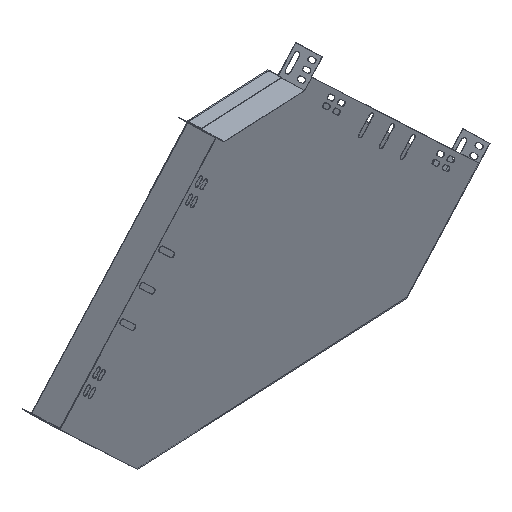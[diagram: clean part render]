
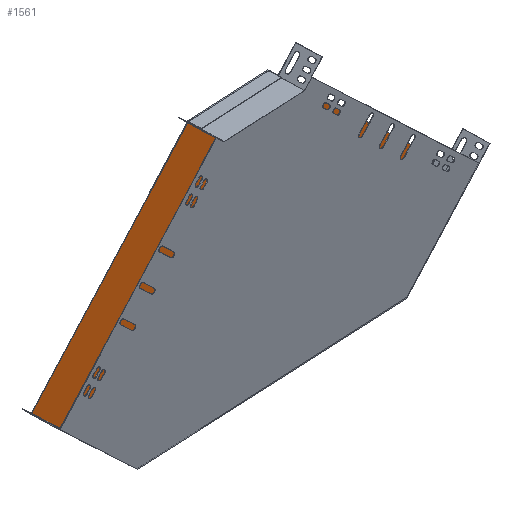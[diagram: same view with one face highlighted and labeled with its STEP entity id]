
A CAD part, isometric view. The second image highlights one B-rep face of the part: STEP entity #1561.
In plain terms, the highlighted planar face has unit normal (0.022, -1, 0.006).
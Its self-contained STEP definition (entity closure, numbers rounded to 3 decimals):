
#24 = EDGE_CURVE ( 'NONE', #4417, #1713, #4024, .T. ) ;
#95 = LINE ( 'NONE', #838, #2995 ) ;
#127 = VERTEX_POINT ( 'NONE', #3673 ) ;
#170 = CARTESIAN_POINT ( 'NONE',  ( 77.133, 100.06, -33.279 ) ) ;
#179 = VECTOR ( 'NONE', #378, 1000. ) ;
#314 = ORIENTED_EDGE ( 'NONE', *, *, #1423, .F. ) ;
#378 = DIRECTION ( 'NONE',  ( -0.687, -0.02, -0.726 ) ) ;
#437 = FACE_OUTER_BOUND ( 'NONE', #5897, .T. ) ;
#466 = ORIENTED_EDGE ( 'NONE', *, *, #3030, .T. ) ;
#515 = CARTESIAN_POINT ( 'NONE',  ( -240.836, 95.644, 360.264 ) ) ;
#520 = VECTOR ( 'NONE', #1182, 1000. ) ;
#691 = LINE ( 'NONE', #1415, #1641 ) ;
#735 = ORIENTED_EDGE ( 'NONE', *, *, #24, .F. ) ;
#838 = CARTESIAN_POINT ( 'NONE',  ( -240.836, 95.644, 360.264 ) ) ;
#840 = DIRECTION ( 'NONE',  ( -0.027, 0.006, 1. ) ) ;
#920 = ORIENTED_EDGE ( 'NONE', *, *, #6744, .T. ) ;
#1112 = DIRECTION ( 'NONE',  ( 0.027, -0.006, -1. ) ) ;
#1182 = DIRECTION ( 'NONE',  ( 0.687, 0.02, 0.726 ) ) ;
#1308 = VECTOR ( 'NONE', #4982, 1000. ) ;
#1369 = DIRECTION ( 'NONE',  ( 0.027, -0.006, -1. ) ) ;
#1383 = DIRECTION ( 'NONE',  ( -0.999, -0.022, -0.027 ) ) ;
#1384 = CARTESIAN_POINT ( 'NONE',  ( -516.487, 87.778, 68.161 ) ) ;
#1415 = CARTESIAN_POINT ( 'NONE',  ( -516.487, 87.778, 68.161 ) ) ;
#1423 = EDGE_CURVE ( 'NONE', #1776, #5159, #3252, .T. ) ;
#1436 = VECTOR ( 'NONE', #3533, 1000. ) ;
#1561 = ADVANCED_FACE ( 'NONE', ( #437 ), #3425, .T. ) ;
#1604 = LINE ( 'NONE', #5521, #1436 ) ;
#1629 = VECTOR ( 'NONE', #3346, 1000. ) ;
#1641 = VECTOR ( 'NONE', #6217, 1000. ) ;
#1713 = VERTEX_POINT ( 'NONE', #2578 ) ;
#1715 = ORIENTED_EDGE ( 'NONE', *, *, #1917, .F. ) ;
#1776 = VERTEX_POINT ( 'NONE', #3230 ) ;
#1917 = EDGE_CURVE ( 'NONE', #2410, #1776, #1604, .T. ) ;
#2051 = CARTESIAN_POINT ( 'NONE',  ( 191.309, 103.318, 87.8 ) ) ;
#2080 = LINE ( 'NONE', #3993, #520 ) ;
#2096 = VERTEX_POINT ( 'NONE', #515 ) ;
#2410 = VERTEX_POINT ( 'NONE', #2051 ) ;
#2418 = CARTESIAN_POINT ( 'NONE',  ( -99.769, 98.738, 363.578 ) ) ;
#2467 = CARTESIAN_POINT ( 'NONE',  ( -395.918, 89.675, -46.07 ) ) ;
#2497 = VECTOR ( 'NONE', #6516, 1000. ) ;
#2566 = EDGE_CURVE ( 'NONE', #4068, #6057, #3757, .T. ) ;
#2578 = CARTESIAN_POINT ( 'NONE',  ( -516.5, 87.781, 68.661 ) ) ;
#2644 = VECTOR ( 'NONE', #840, 1000. ) ;
#2722 = ORIENTED_EDGE ( 'NONE', *, *, #2986, .F. ) ;
#2969 = EDGE_CURVE ( 'NONE', #1713, #127, #2080, .T. ) ;
#2986 = EDGE_CURVE ( 'NONE', #6057, #2410, #3419, .T. ) ;
#2995 = VECTOR ( 'NONE', #1383, 1000. ) ;
#3030 = EDGE_CURVE ( 'NONE', #2096, #127, #4265, .T. ) ;
#3152 = CARTESIAN_POINT ( 'NONE',  ( -99.783, 98.741, 364.078 ) ) ;
#3181 = EDGE_CURVE ( 'NONE', #4068, #2096, #95, .T. ) ;
#3230 = CARTESIAN_POINT ( 'NONE',  ( 191.322, 103.316, 87.3 ) ) ;
#3233 = LINE ( 'NONE', #3864, #1629 ) ;
#3252 = LINE ( 'NONE', #6291, #179 ) ;
#3346 = DIRECTION ( 'NONE',  ( 0.999, 0.022, 0.027 ) ) ;
#3419 = LINE ( 'NONE', #2418, #2497 ) ;
#3425 = PLANE ( 'NONE',  #4104 ) ;
#3456 = ORIENTED_EDGE ( 'NONE', *, *, #2969, .F. ) ;
#3533 = DIRECTION ( 'NONE',  ( 0.027, -0.006, -1. ) ) ;
#3559 = ORIENTED_EDGE ( 'NONE', *, *, #3181, .T. ) ;
#3607 = VECTOR ( 'NONE', #1369, 1000. ) ;
#3673 = CARTESIAN_POINT ( 'NONE',  ( -240.822, 95.641, 359.764 ) ) ;
#3757 = LINE ( 'NONE', #3152, #3607 ) ;
#3864 = CARTESIAN_POINT ( 'NONE',  ( 77.133, 100.06, -33.279 ) ) ;
#3993 = CARTESIAN_POINT ( 'NONE',  ( -240.822, 95.641, 359.764 ) ) ;
#4024 = LINE ( 'NONE', #1384, #2644 ) ;
#4068 = VERTEX_POINT ( 'NONE', #5978 ) ;
#4104 = AXIS2_PLACEMENT_3D ( 'NONE', #5890, #4398, #1112 ) ;
#4265 = LINE ( 'NONE', #5530, #1308 ) ;
#4379 = ORIENTED_EDGE ( 'NONE', *, *, #2566, .F. ) ;
#4398 = DIRECTION ( 'NONE',  ( 0.022, -1., 0.006 ) ) ;
#4417 = VERTEX_POINT ( 'NONE', #4977 ) ;
#4714 = VERTEX_POINT ( 'NONE', #2467 ) ;
#4977 = CARTESIAN_POINT ( 'NONE',  ( -516.487, 87.778, 68.161 ) ) ;
#4982 = DIRECTION ( 'NONE',  ( 0.027, -0.006, -1. ) ) ;
#5159 = VERTEX_POINT ( 'NONE', #170 ) ;
#5521 = CARTESIAN_POINT ( 'NONE',  ( 191.309, 103.318, 87.8 ) ) ;
#5530 = CARTESIAN_POINT ( 'NONE',  ( -240.836, 95.644, 360.264 ) ) ;
#5890 = CARTESIAN_POINT ( 'NONE',  ( 191.309, 103.318, 87.8 ) ) ;
#5897 = EDGE_LOOP ( 'NONE', ( #3456, #735, #920, #6748, #314, #1715, #2722, #4379, #3559, #466 ) ) ;
#5978 = CARTESIAN_POINT ( 'NONE',  ( -99.783, 98.741, 364.078 ) ) ;
#6017 = EDGE_CURVE ( 'NONE', #4714, #5159, #3233, .T. ) ;
#6057 = VERTEX_POINT ( 'NONE', #6866 ) ;
#6217 = DIRECTION ( 'NONE',  ( 0.726, 0.011, -0.688 ) ) ;
#6291 = CARTESIAN_POINT ( 'NONE',  ( 191.322, 103.316, 87.3 ) ) ;
#6516 = DIRECTION ( 'NONE',  ( 0.726, 0.011, -0.688 ) ) ;
#6744 = EDGE_CURVE ( 'NONE', #4417, #4714, #691, .T. ) ;
#6748 = ORIENTED_EDGE ( 'NONE', *, *, #6017, .T. ) ;
#6866 = CARTESIAN_POINT ( 'NONE',  ( -99.769, 98.738, 363.578 ) ) ;
